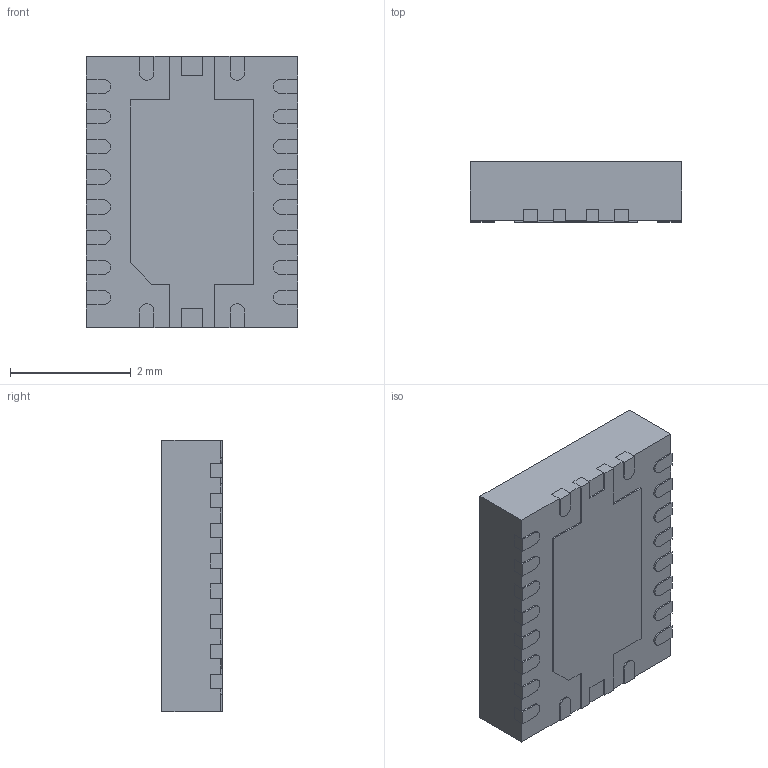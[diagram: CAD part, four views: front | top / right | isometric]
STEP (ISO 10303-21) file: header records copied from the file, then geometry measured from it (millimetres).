
FILE_DESCRIPTION((''),'2;1');
FILE_NAME('RHL0020A_ASM','2015-02-26T',('a0412086'),(''),'PRO/ENGINEER BY PARAMETRIC TECHNOLOGY CORPORATION, 2011490','PRO/ENGINEER BY PARAMETRIC TECHNOLOGY CORPORATION, 2011490','');
FILE_SCHEMA(('AUTOMOTIVE_DESIGN { 1 0 10303 214 1 1 1 1 }'));
Length unit declared in the file: millimetre
Products named in the file (4): BODY-QFN; FRAME-RHL0020A; PIN1-ID; RHL0020A_ASM
Assembly tree (3 placements, depth 2):
  RHL0020A_ASM
    BODY-QFN
    FRAME-RHL0020A
    PIN1-ID
Bounding box: 3.5 x 1 x 4.5 mm (x, y, z)
Volume: 15.6 mm3; surface area: 81 mm2
Topology: 22 solids, 22 shells, 266 faces, 666 edges, 444 vertices
Faces by surface type: plane 226, cylinder 40
Entity records: 10555 total; most frequent: CARTESIAN_POINT 1390, ORIENTED_EDGE 1332, DIRECTION 1292, PRESENTATION_STYLE_ASSIGNMENT 711, STYLED_ITEM 688, CURVE_STYLE 666, EDGE_CURVE 666, VECTOR 586
